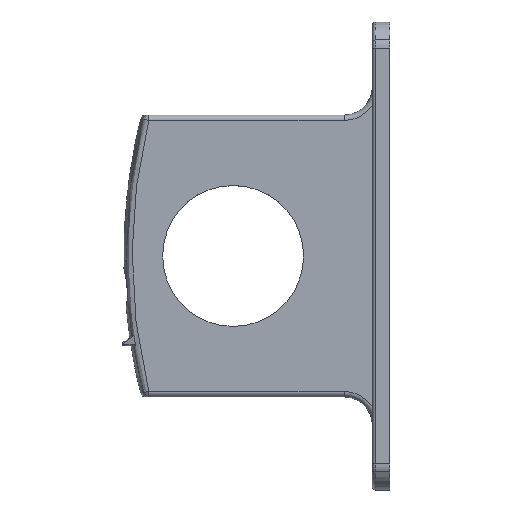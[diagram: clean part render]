
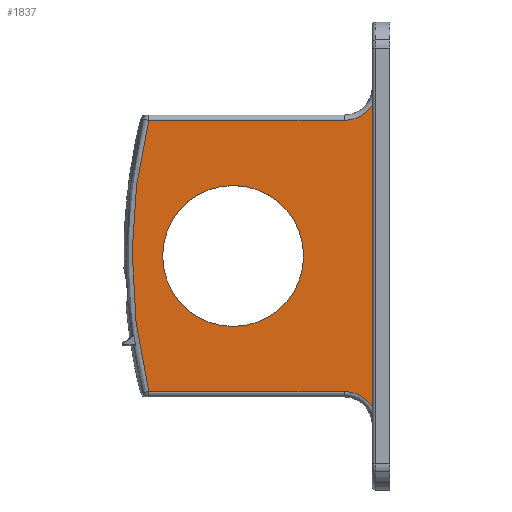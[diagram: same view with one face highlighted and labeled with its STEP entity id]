
A CAD part, top view. The second image highlights one B-rep face of the part: STEP entity #1837.
In plain terms, the highlighted planar face has unit normal (0, 0, 1).
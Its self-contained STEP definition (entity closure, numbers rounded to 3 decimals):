
#484=CARTESIAN_POINT('',(39.5,42.877,4.85));
#485=VERTEX_POINT('',#484);
#493=CARTESIAN_POINT('',(39.5,-42.877,4.85));
#494=VERTEX_POINT('',#493);
#495=CARTESIAN_POINT('',(39.5,42.877,4.85));
#496=DIRECTION('',(0.0,-1.0,0.0));
#497=VECTOR('',#496,85.753);
#498=LINE('',#495,#497);
#499=EDGE_CURVE('',#485,#494,#498,.T.);
#1251=CARTESIAN_POINT('',(31.5,-38.5,4.85));
#1252=VERTEX_POINT('',#1251);
#1270=CARTESIAN_POINT('',(31.5,-48.0,4.85));
#1271=DIRECTION('',(0.0,0.0,1.));
#1272=DIRECTION('',(0.707,0.707,0.0));
#1273=AXIS2_PLACEMENT_3D('',#1270,#1271,#1272);
#1274=CIRCLE('',#1273,9.5);
#1275=EDGE_CURVE('',#494,#1252,#1274,.T.);
#1285=CARTESIAN_POINT('',(-23.938,-38.5,4.85));
#1286=VERTEX_POINT('',#1285);
#1303=CARTESIAN_POINT('',(31.5,-38.5,4.85));
#1304=DIRECTION('',(-1.0,0.0,0.0));
#1305=VECTOR('',#1304,55.438);
#1306=LINE('',#1303,#1305);
#1307=EDGE_CURVE('',#1252,#1286,#1306,.T.);
#1747=CARTESIAN_POINT('',(-23.938,38.5,4.85));
#1748=VERTEX_POINT('',#1747);
#1749=CARTESIAN_POINT('',(-23.938,-38.5,4.85));
#1750=CARTESIAN_POINT('',(-26.611,-27.742,4.85));
#1751=CARTESIAN_POINT('',(-29.202,-9.248,4.85));
#1752=CARTESIAN_POINT('',(-28.294,16.658,4.85));
#1753=CARTESIAN_POINT('',(-25.72,31.329,4.85));
#1754=CARTESIAN_POINT('',(-23.938,38.5,4.85));
#1755=B_SPLINE_CURVE_WITH_KNOTS('',3,(#1749,#1750,#1751,#1752,#1753,#1754),.UNSPECIFIED.,.F.,.U.,(4,1,1,4),(0.139,3.462,5.678,7.894),.UNSPECIFIED.);
#1756=EDGE_CURVE('',#1286,#1748,#1755,.T.);
#1800=CARTESIAN_POINT('',(0.0,0.,4.85));
#1801=DIRECTION('',(0.0,0.0,1.0));
#1802=DIRECTION('',(1.0,0.0,0.0));
#1803=AXIS2_PLACEMENT_3D('',#1800,#1801,#1802);
#1804=PLANE('',#1803);
#1805=ORIENTED_EDGE('',*,*,#1307,.F.);
#1806=ORIENTED_EDGE('',*,*,#1275,.F.);
#1807=ORIENTED_EDGE('',*,*,#499,.F.);
#1808=CARTESIAN_POINT('',(31.5,38.5,4.85));
#1809=VERTEX_POINT('',#1808);
#1810=CARTESIAN_POINT('',(31.5,48.0,4.85));
#1811=DIRECTION('',(0.0,0.0,1.));
#1812=DIRECTION('',(0.707,-0.707,0.0));
#1813=AXIS2_PLACEMENT_3D('',#1810,#1811,#1812);
#1814=CIRCLE('',#1813,9.5);
#1815=EDGE_CURVE('',#1809,#485,#1814,.T.);
#1816=ORIENTED_EDGE('',*,*,#1815,.F.);
#1817=CARTESIAN_POINT('',(-23.938,38.5,4.85));
#1818=DIRECTION('',(1.0,0.0,0.0));
#1819=VECTOR('',#1818,55.438);
#1820=LINE('',#1817,#1819);
#1821=EDGE_CURVE('',#1748,#1809,#1820,.T.);
#1822=ORIENTED_EDGE('',*,*,#1821,.F.);
#1823=ORIENTED_EDGE('',*,*,#1756,.F.);
#1824=EDGE_LOOP('',(#1805,#1806,#1807,#1816,#1822,#1823));
#1825=FACE_OUTER_BOUND('',#1824,.T.);
#1826=CARTESIAN_POINT('',(20.0,0.,4.85));
#1827=VERTEX_POINT('',#1826);
#1828=CARTESIAN_POINT('',(0.0,0.0,4.85));
#1829=DIRECTION('',(0.0,0.0,-1.0));
#1830=DIRECTION('',(-1.0,0.0,0.0));
#1831=AXIS2_PLACEMENT_3D('',#1828,#1829,#1830);
#1832=CIRCLE('',#1831,20.0);
#1833=EDGE_CURVE('',#1827,#1827,#1832,.T.);
#1834=ORIENTED_EDGE('',*,*,#1833,.T.);
#1835=EDGE_LOOP('',(#1834));
#1836=FACE_BOUND('',#1835,.T.);
#1837=ADVANCED_FACE('',(#1825,#1836),#1804,.T.);
